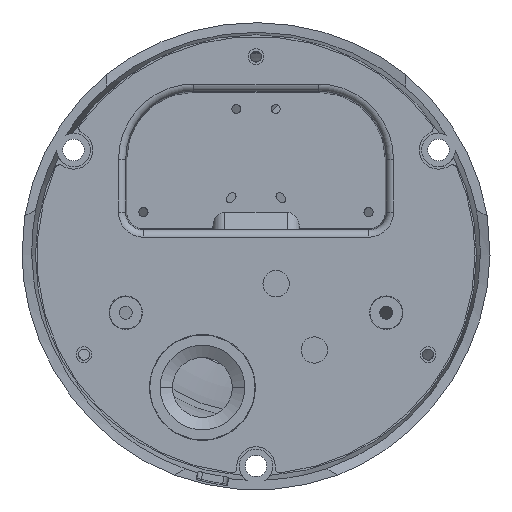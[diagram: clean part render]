
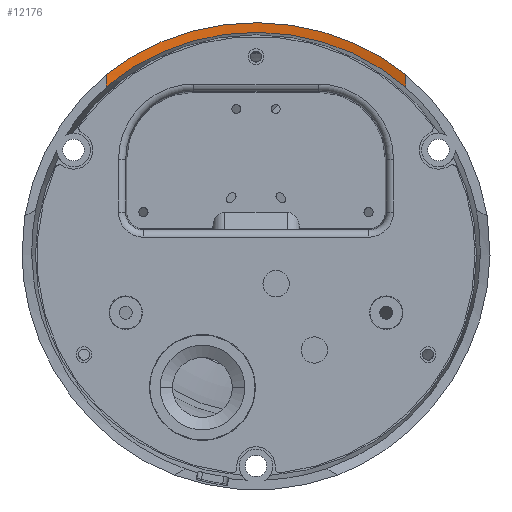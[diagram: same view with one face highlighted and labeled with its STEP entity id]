
A CAD part, front view. The second image highlights one B-rep face of the part: STEP entity #12176.
In plain terms, the highlighted cylindrical face has radius 100 mm (diameter 200 mm), a partial arc.
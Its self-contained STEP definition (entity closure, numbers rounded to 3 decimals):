
#1057 = CARTESIAN_POINT ( 'NONE',  ( 31.225, 0., 22.961 ) ) ;
#1216 = CARTESIAN_POINT ( 'NONE',  ( -15.429, 3.812, 44.099 ) ) ;
#1345 = VECTOR ( 'NONE', #10836, 1000. ) ;
#1758 = CARTESIAN_POINT ( 'NONE',  ( -19.409, 3.135, 42.642 ) ) ;
#1987 = VERTEX_POINT ( 'NONE', #2985 ) ;
#2985 = CARTESIAN_POINT ( 'NONE',  ( 31.225, 0., 35.125 ) ) ;
#4579 = CARTESIAN_POINT ( 'NONE',  ( -31.225, 0., 37.762 ) ) ;
#4888 = CARTESIAN_POINT ( 'NONE',  ( -11.996, 4.28, 45.086 ) ) ;
#5024 = VERTEX_POINT ( 'NONE', #23293 ) ;
#6239 = CARTESIAN_POINT ( 'NONE',  ( -23.128, 2.297, 43.047 ) ) ;
#6659 = CARTESIAN_POINT ( 'NONE',  ( 5.662, 4.879, 48.346 ) ) ;
#6925 = CARTESIAN_POINT ( 'NONE',  ( 21.879, 2.609, 43.734 ) ) ;
#8153 = CARTESIAN_POINT ( 'NONE',  ( -29.062, 0.691, 36.911 ) ) ;
#8295 = CARTESIAN_POINT ( 'NONE',  ( -31.225, 0., 35.125 ) ) ;
#8945 = LINE ( 'NONE', #26917, #25150 ) ;
#10188 = DIRECTION ( 'NONE',  ( 0., 0., 1. ) ) ;
#10508 = DIRECTION ( 'NONE',  ( 0., 0., 1. ) ) ;
#10575 = CARTESIAN_POINT ( 'NONE',  ( 23.232, 2.272, 40.699 ) ) ;
#10719 = CARTESIAN_POINT ( 'NONE',  ( 19.437, 3.095, 42.545 ) ) ;
#10836 = DIRECTION ( 'NONE',  ( 0., 0., -1. ) ) ;
#10996 = CARTESIAN_POINT ( 'NONE',  ( 3.625, 4.937, 46.438 ) ) ;
#11133 = CARTESIAN_POINT ( 'NONE',  ( 1.46, 4.992, 46.55 ) ) ;
#12176 = ADVANCED_FACE ( 'NONE', ( #15540 ), #25114, .F. ) ;
#12491 = CARTESIAN_POINT ( 'NONE',  ( -29.057, 0.713, 39.506 ) ) ;
#12773 = CARTESIAN_POINT ( 'NONE',  ( -21.884, 2.585, 43.666 ) ) ;
#13043 = CARTESIAN_POINT ( 'NONE',  ( 31.225, 0., 37.762 ) ) ;
#13193 = CARTESIAN_POINT ( 'NONE',  ( -19.97, 2.988, 44.519 ) ) ;
#13331 = CARTESIAN_POINT ( 'NONE',  ( -19.323, 3.118, 44.79 ) ) ;
#14185 = ORIENTED_EDGE ( 'NONE', *, *, #36178, .F. ) ;
#14422 = CARTESIAN_POINT ( 'NONE',  ( 5.774, 4.843, 46.248 ) ) ;
#14557 = CARTESIAN_POINT ( 'NONE',  ( -25.585, 1.673, 39.3 ) ) ;
#14698 = CARTESIAN_POINT ( 'NONE',  ( -26.768, 1.353, 38.533 ) ) ;
#15540 = FACE_OUTER_BOUND ( 'NONE', #32711, .T. ) ;
#16150 = CARTESIAN_POINT ( 'NONE',  ( 31.225, 0., 37.762 ) ) ;
#16188 = CARTESIAN_POINT ( 'NONE',  ( -17.348, 3.486, 45.555 ) ) ;
#16592 = CARTESIAN_POINT ( 'NONE',  ( 19.333, 3.151, 44.867 ) ) ;
#16991 = CARTESIAN_POINT ( 'NONE',  ( 29.102, 0.698, 36.962 ) ) ;
#17266 = CARTESIAN_POINT ( 'NONE',  ( 17.461, 3.466, 43.355 ) ) ;
#17543 = CARTESIAN_POINT ( 'NONE',  ( -2.846, 5.001, 46.568 ) ) ;
#19307 = CARTESIAN_POINT ( 'NONE',  ( 15.995, 3.715, 46.024 ) ) ;
#19857 = CARTESIAN_POINT ( 'NONE',  ( 25.521, 1.697, 41.727 ) ) ;
#19862 = CARTESIAN_POINT ( 'NONE',  ( 0., -95., 35.043 ) ) ;
#20375 = CARTESIAN_POINT ( 'NONE',  ( 20.083, 2.965, 42.257 ) ) ;
#20634 = CARTESIAN_POINT ( 'NONE',  ( -30.163, 0.349, 36.043 ) ) ;
#21049 = CARTESIAN_POINT ( 'NONE',  ( -14.074, 4.015, 44.528 ) ) ;
#22116 = ORIENTED_EDGE ( 'NONE', *, *, #25384, .F. ) ;
#22530 = CARTESIAN_POINT ( 'NONE',  ( 2.832, 5.001, 48.583 ) ) ;
#22605 = ORIENTED_EDGE ( 'NONE', *, *, #33396, .F. ) ;
#23079 = CARTESIAN_POINT ( 'NONE',  ( 30.141, 0.356, 38.635 ) ) ;
#23293 = CARTESIAN_POINT ( 'NONE',  ( -31.225, 0., 35.125 ) ) ;
#25114 = CYLINDRICAL_SURFACE ( 'NONE', #34856, 100. ) ;
#25150 = VECTOR ( 'NONE', #10508, 1000. ) ;
#25384 = EDGE_CURVE ( 'NONE', #35923, #38829, #37335, .T. ) ;
#26029 = CARTESIAN_POINT ( 'NONE',  ( -11.284, 4.4, 47.405 ) ) ;
#26170 = CARTESIAN_POINT ( 'NONE',  ( 26.705, 1.376, 41.007 ) ) ;
#26310 = CARTESIAN_POINT ( 'NONE',  ( -18.013, 3.366, 45.308 ) ) ;
#26917 = CARTESIAN_POINT ( 'NONE',  ( -31.225, 0., 22.961 ) ) ;
#27546 = CARTESIAN_POINT ( 'NONE',  ( -9.199, 4.578, 45.704 ) ) ;
#29424 = CARTESIAN_POINT ( 'NONE',  ( -14.007, 4.051, 46.713 ) ) ;
#29551 = CARTESIAN_POINT ( 'NONE',  ( 11.221, 4.378, 47.359 ) ) ;
#29654 = CARTESIAN_POINT ( 'NONE',  ( 26.838, 1.363, 38.58 ) ) ;
#30487 = DIRECTION ( 'NONE',  ( 0., -1., 0. ) ) ;
#30636 = CARTESIAN_POINT ( 'NONE',  ( -27.349, 1.189, 38.137 ) ) ;
#31953 = CARTESIAN_POINT ( 'NONE',  ( -31.225, 0., 37.762 ) ) ;
#32711 = EDGE_LOOP ( 'NONE', ( #22605, #37425, #22116, #14185 ) ) ;
#33299 = CARTESIAN_POINT ( 'NONE',  ( 18.126, 3.346, 43.094 ) ) ;
#33396 = EDGE_CURVE ( 'NONE', #1987, #5024, #40797, .T. ) ;
#33440 = CARTESIAN_POINT ( 'NONE',  ( 31.225, 0., 35.125 ) ) ;
#33579 = CARTESIAN_POINT ( 'NONE',  ( -9.9, 4.511, 45.566 ) ) ;
#33854 = CARTESIAN_POINT ( 'NONE',  ( -24.984, 1.831, 39.671 ) ) ;
#33998 = CARTESIAN_POINT ( 'NONE',  ( -5.686, 4.878, 46.321 ) ) ;
#34144 = CARTESIAN_POINT ( 'NONE',  ( -11.298, 4.362, 45.256 ) ) ;
#34238 = LINE ( 'NONE', #1057, #1345 ) ;
#34856 = AXIS2_PLACEMENT_3D ( 'NONE', #19862, #10188, #30487 ) ;
#35831 = EDGE_CURVE ( 'NONE', #38829, #1987, #34238, .T. ) ;
#35871 = CARTESIAN_POINT ( 'NONE',  ( 15.317, 3.822, 46.242 ) ) ;
#35923 = VERTEX_POINT ( 'NONE', #4579 ) ;
#36020 = CARTESIAN_POINT ( 'NONE',  ( -5.739, 4.874, 48.337 ) ) ;
#36178 = EDGE_CURVE ( 'NONE', #5024, #35923, #8945, .T. ) ;
#36411 = CARTESIAN_POINT ( 'NONE',  ( 21.994, 2.56, 41.354 ) ) ;
#36827 = CARTESIAN_POINT ( 'NONE',  ( -21.949, 2.594, 41.448 ) ) ;
#37099 = CARTESIAN_POINT ( 'NONE',  ( 2.902, 4.96, 46.486 ) ) ;
#37335 = B_SPLINE_CURVE_WITH_KNOTS ( 'NONE', 3,
 ( #31953, #12491, #38296, #6239, #12773, #13193, #13331, #26310, #16188, #29424, #26029, #36020, #38710, #22530, #6659, #39113, #29551, #38580, #38838, #35871, #19307, #16592, #6925, #19857, #26170, #41842, #23079, #13043 ),
 .UNSPECIFIED., .F., .F.,
 ( 4, 2, 2, 2, 2, 2, 2, 2, 2, 2, 2, 2, 2, 4 ),
 ( 0., 0.008, 0.013, 0.015, 0.017, 0.025, 0.034, 0.042, 0.047, 0.049, 0.051, 0.059, 0.064, 0.068 ),
 .UNSPECIFIED. ) ;
#37390 = CARTESIAN_POINT ( 'NONE',  ( 11.389, 4.389, 45.314 ) ) ;
#37425 = ORIENTED_EDGE ( 'NONE', *, *, #35831, .F. ) ;
#38296 = CARTESIAN_POINT ( 'NONE',  ( -26.762, 1.385, 41.041 ) ) ;
#38580 = CARTESIAN_POINT ( 'NONE',  ( 13.276, 4.117, 46.837 ) ) ;
#38710 = CARTESIAN_POINT ( 'NONE',  ( -2.917, 4.999, 48.578 ) ) ;
#38829 = VERTEX_POINT ( 'NONE', #16150 ) ;
#38838 = CARTESIAN_POINT ( 'NONE',  ( 13.958, 4.023, 46.649 ) ) ;
#39113 = CARTESIAN_POINT ( 'NONE',  ( 9.839, 4.525, 47.649 ) ) ;
#39789 = CARTESIAN_POINT ( 'NONE',  ( 14.124, 4.035, 44.579 ) ) ;
#39921 = CARTESIAN_POINT ( 'NONE',  ( 0.741, 5., 46.566 ) ) ;
#40338 = CARTESIAN_POINT ( 'NONE',  ( 7.19, 4.751, 46.06 ) ) ;
#40797 = B_SPLINE_CURVE_WITH_KNOTS ( 'NONE', 3,
 ( #33440, #16991, #29654, #10575, #36411, #20375, #10719, #33299, #17266, #39789, #37390, #40338, #14422, #10996, #37099, #11133, #39921, #17543, #33998, #27546, #33579, #34144, #4888, #21049, #1216, #1758, #36827, #33854, #14557, #14698, #30636, #8153, #20634, #8295 ),
 .UNSPECIFIED., .F., .F.,
 ( 4, 2, 2, 2, 2, 2, 2, 2, 2, 2, 2, 2, 2, 2, 2, 2, 4 ),
 ( 0., 0.009, 0.013, 0.015, 0.017, 0.026, 0.03, 0.032, 0.034, 0.043, 0.045, 0.047, 0.051, 0.06, 0.062, 0.064, 0.068 ),
 .UNSPECIFIED. ) ;
#41842 = CARTESIAN_POINT ( 'NONE',  ( 29.015, 0.706, 39.461 ) ) ;
